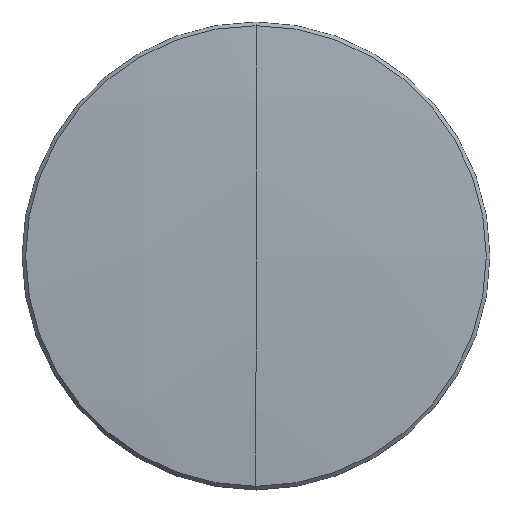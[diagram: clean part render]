
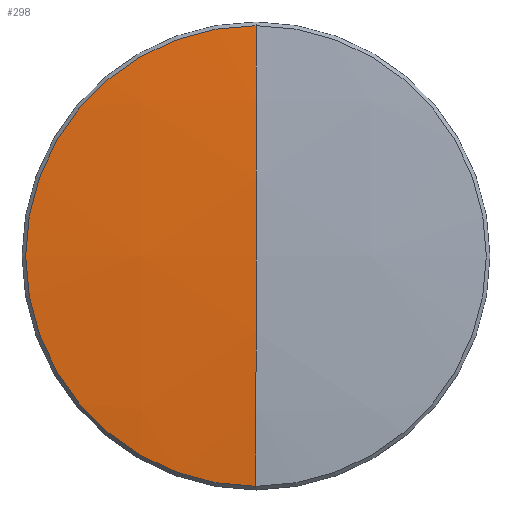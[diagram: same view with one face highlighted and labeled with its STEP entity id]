
A CAD part, top view. The second image highlights one B-rep face of the part: STEP entity #298.
In plain terms, the highlighted spherical face has radius 139.338 mm.
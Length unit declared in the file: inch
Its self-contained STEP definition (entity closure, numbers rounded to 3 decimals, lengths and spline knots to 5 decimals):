
#5 = CARTESIAN_POINT ( 'NONE',  ( 0., 0., -5.42354 ) ) ;
#19 = AXIS2_PLACEMENT_3D ( 'NONE', #179, #27, #71 ) ;
#25 = DIRECTION ( 'NONE',  ( -1., 0., 0. ) ) ;
#27 = DIRECTION ( 'NONE',  ( -1., 0., 0. ) ) ;
#36 = EDGE_CURVE ( 'NONE', #138, #42, #77, .T. ) ;
#38 = AXIS2_PLACEMENT_3D ( 'NONE', #5, #25, #81 ) ;
#42 = VERTEX_POINT ( 'NONE', #176 ) ;
#71 = DIRECTION ( 'NONE',  ( 0., -1., 0. ) ) ;
#75 = DIRECTION ( 'NONE',  ( 0., 0., 1. ) ) ;
#77 = CIRCLE ( 'NONE', #225, 0.49216 ) ;
#80 = DIRECTION ( 'NONE',  ( 0., 0., -1. ) ) ;
#81 = DIRECTION ( 'NONE',  ( 0., 1., 0. ) ) ;
#86 = EDGE_LOOP ( 'NONE', ( #172, #230, #200 ) ) ;
#87 = CIRCLE ( 'NONE', #297, 5.48575 ) ;
#96 = VERTEX_POINT ( 'NONE', #114 ) ;
#107 = CARTESIAN_POINT ( 'NONE',  ( 0., 0.49216, 0.04008 ) ) ;
#114 = CARTESIAN_POINT ( 'NONE',  ( 0., 0., 0.0622 ) ) ;
#138 = VERTEX_POINT ( 'NONE', #107 ) ;
#142 = CIRCLE ( 'NONE', #19, 5.48575 ) ;
#172 = ORIENTED_EDGE ( 'NONE', *, *, #36, .T. ) ;
#176 = CARTESIAN_POINT ( 'NONE',  ( 0., -0.49216, 0.04008 ) ) ;
#179 = CARTESIAN_POINT ( 'NONE',  ( 0., 0., -5.42354 ) ) ;
#199 = EDGE_CURVE ( 'NONE', #42, #96, #142, .T. ) ;
#200 = ORIENTED_EDGE ( 'NONE', *, *, #222, .F. ) ;
#209 = CARTESIAN_POINT ( 'NONE',  ( 0., 0., -5.42354 ) ) ;
#222 = EDGE_CURVE ( 'NONE', #138, #96, #87, .T. ) ;
#225 = AXIS2_PLACEMENT_3D ( 'NONE', #232, #75, #229 ) ;
#229 = DIRECTION ( 'NONE',  ( 0., 1., 0. ) ) ;
#230 = ORIENTED_EDGE ( 'NONE', *, *, #199, .T. ) ;
#232 = CARTESIAN_POINT ( 'NONE',  ( 0., 0., 0.04008 ) ) ;
#253 = SPHERICAL_SURFACE ( 'NONE', #38, 5.48575 ) ;
#261 = DIRECTION ( 'NONE',  ( 1., 0., 0. ) ) ;
#297 = AXIS2_PLACEMENT_3D ( 'NONE', #209, #261, #80 ) ;
#298 = ADVANCED_FACE ( 'NONE', ( #329 ), #253, .T. ) ;
#329 = FACE_OUTER_BOUND ( 'NONE', #86, .T. ) ;
